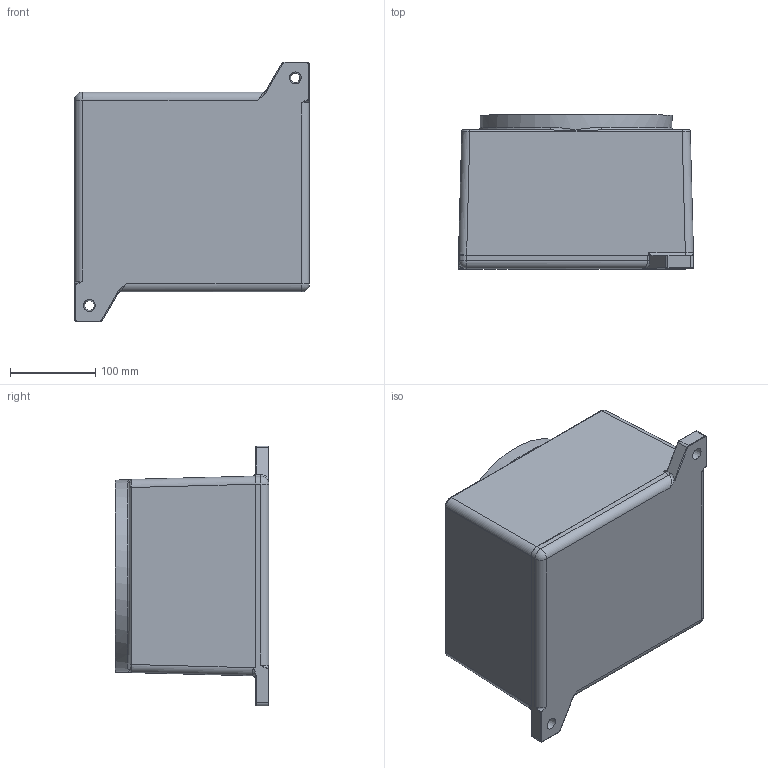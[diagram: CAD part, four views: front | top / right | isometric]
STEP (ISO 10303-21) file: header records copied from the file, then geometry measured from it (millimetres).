
FILE_DESCRIPTION(/* description */ ('GRL BOX AS MACHINED'),/* implementation_level */ '2;1');
FILE_NAME(/* name */ 'KIL_GRLB.stp',/* time_stamp */ '2017-12-20T21:52:16+05:00',/* author */ ('ypadmaraja'),/* organization */ (''),/* preprocessor_version */ 'ST-DEVELOPER v16.13',/* originating_system */ 'Autodesk Inventor 2018',/* authorisation */ '');
FILE_SCHEMA (('AUTOMOTIVE_DESIGN { 1 0 10303 214 3 1 1 }'));
Length unit declared in the file: inch
Products named in the file (1): 17810
Bounding box: 275.43 x 180.28 x 304 mm (x, y, z)
Volume: 4003587.4 mm3; surface area: 460039 mm2
Topology: 1 solids, 1 shells, 334 faces, 842 edges, 523 vertices
Faces by surface type: plane 139, bspline 82, cylinder 73, cone 14, torus 14, sphere 12
Full cylindrical faces by diameter (mm): 2.184 x8, 3.683 x1, 200.025 x1, 205.41 x1, 211.938 x1, 225.425 x1
Entity records: 11196 total; most frequent: CARTESIAN_POINT 3812, ORIENTED_EDGE 1588, DIRECTION 1342, EDGE_CURVE 792, VERTEX_POINT 504, AXIS2_PLACEMENT_3D 449, LINE 444, VECTOR 444
